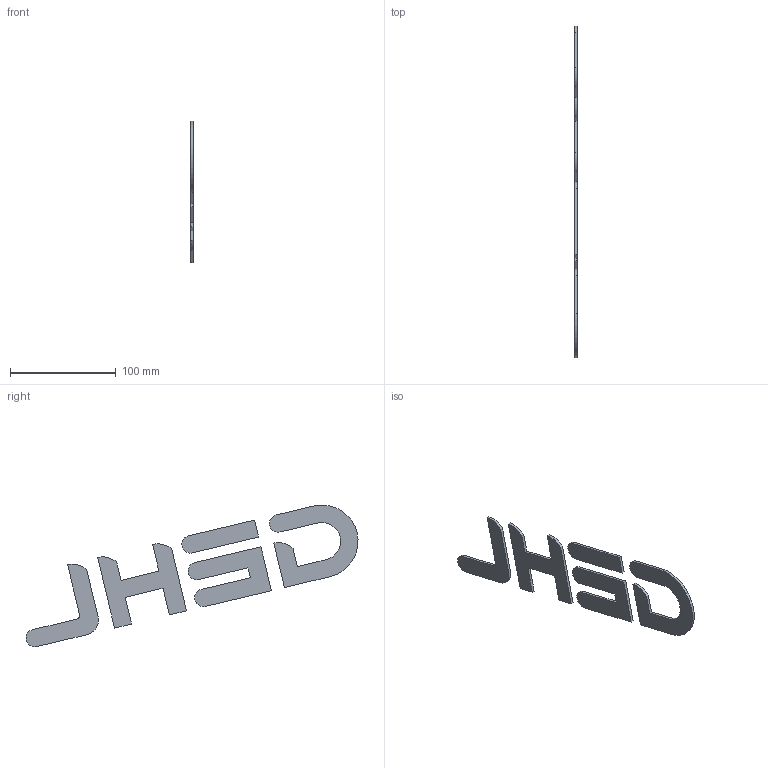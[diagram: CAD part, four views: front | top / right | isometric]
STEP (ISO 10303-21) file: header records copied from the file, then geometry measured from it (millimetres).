
FILE_DESCRIPTION (( 'STEP AP203' ), '1' );
FILE_NAME ('LoaderArm_Secondary.STEP', '2023-07-27T05:56:52', ( '' ), ( '' ), 'SwSTEP 2.0', 'SolidWorks 2021', '' );
FILE_SCHEMA (( 'CONFIG_CONTROL_DESIGN' ));
Length unit declared in the file: centimetre
Products named in the file (7): LoaderArm_Secondary; Lift Arm _1_; Part 1-2; Part 4-3; Part 3-3; Part 2-3; Part 5-2
Assembly tree (6 placements, depth 3):
  LoaderArm_Secondary
    Lift Arm _1_
      Part 1-2
      Part 4-3
      Part 2-3
      Part 5-2
      Part 3-3
Bounding box: 2.54 x 313.75 x 133.98 mm (x, y, z)
Volume: 29348.7 mm3; surface area: 27025.1 mm2
Topology: 5 solids, 5 shells, 52 faces, 126 edges, 84 vertices
Faces by surface type: plane 39, cylinder 13
Entity records: 2261 total; most frequent: DIRECTION 276, CARTESIAN_POINT 272, ORIENTED_EDGE 252, EDGE_CURVE 126, VECTOR 100, LINE 100, AXIS2_PLACEMENT_3D 88, VERTEX_POINT 84
